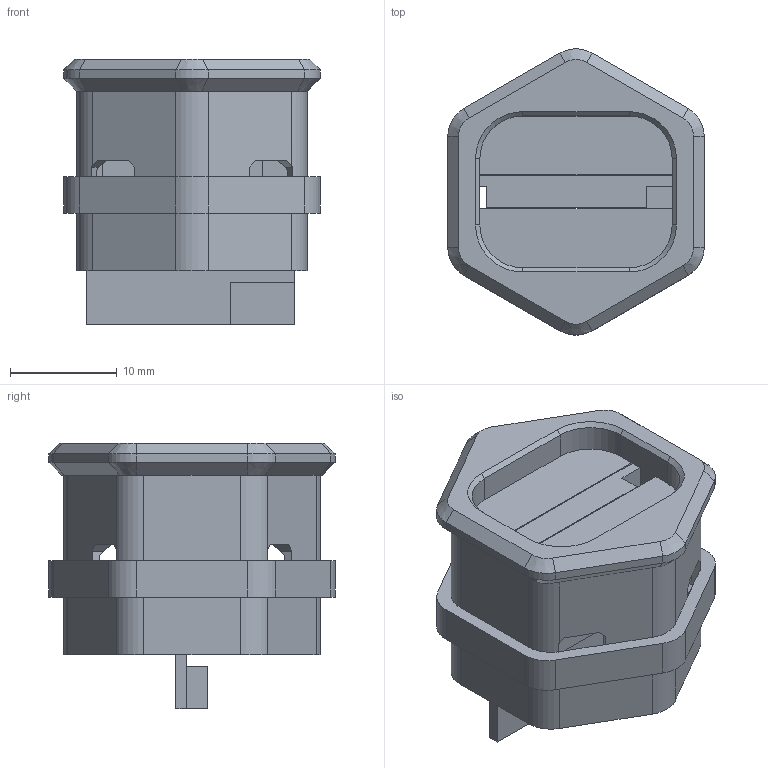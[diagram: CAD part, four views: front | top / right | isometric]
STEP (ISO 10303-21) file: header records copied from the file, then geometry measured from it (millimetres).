
FILE_DESCRIPTION(/* description */ (''),/* implementation_level */ '2;1');
FILE_NAME(/* name */ 'sd_mount.step',/* time_stamp */ '2025-07-18T16:19:50+03:00',/* author */ (''),/* organization */ (''),/* preprocessor_version */ 'ST-DEVELOPER v20.1',/* originating_system */ 'Autodesk Translation Framework v14.10.0.0',/* authorisation */ '');
FILE_SCHEMA (('AUTOMOTIVE_DESIGN { 1 0 10303 214 3 1 1 }'));
Length unit declared in the file: millimetre
Products named in the file (4): microfit_2x6_skirt_connector_adxl; microfit_2x6_skirt_connector_adxl_base; microfit_2x6_skirt_connector_adxl_lock; SD
Assembly tree (3 placements, depth 2):
  microfit_2x6_skirt_connector_adxl
    microfit_2x6_skirt_connector_adxl_base
    microfit_2x6_skirt_connector_adxl_lock
    SD
Bounding box: 24 x 26.78 x 24.86 mm (x, y, z)
Volume: 5011.4 mm3; surface area: 5185 mm2
Topology: 3 solids, 3 shells, 225 faces, 622 edges, 395 vertices
Faces by surface type: plane 151, cylinder 42, cone 32
Entity records: 7215 total; most frequent: CARTESIAN_POINT 1281, ORIENTED_EDGE 1244, DIRECTION 1198, EDGE_CURVE 622, LINE 478, VECTOR 478, VERTEX_POINT 395, AXIS2_PLACEMENT_3D 360
